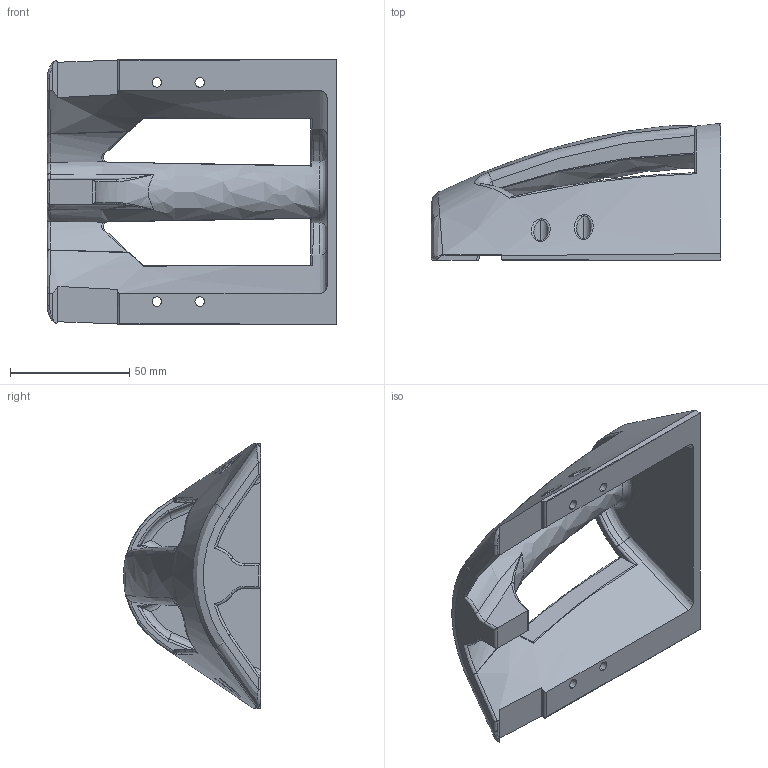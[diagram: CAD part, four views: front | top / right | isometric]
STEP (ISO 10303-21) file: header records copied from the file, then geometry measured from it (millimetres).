
FILE_DESCRIPTION (( 'STEP AP214' ), '1' );
FILE_NAME ('turtle_shell_v2_2_3_23_refactored_done_cut_print.STEP', '2024-01-08T03:00:17', ( '' ), ( '' ), 'SwSTEP 2.0', 'SolidWorks 2022', '' );
FILE_SCHEMA (( 'AUTOMOTIVE_DESIGN' ));
Length unit declared in the file: millimetre
Products named in the file (1): turtle_shell_v2_2_3_23_refactored_done_cut_print
Bounding box: 121.5 x 57.53 x 111.24 mm (x, y, z)
Volume: 143984.3 mm3; surface area: 42044.9 mm2
Topology: 1 solids, 1 shells, 140 faces, 383 edges, 243 vertices
Faces by surface type: bspline 86, plane 29, cylinder 25
Entity records: 10299 total; most frequent: CARTESIAN_POINT 7526, ORIENTED_EDGE 758, EDGE_CURVE 379, DIRECTION 295, B_SPLINE_CURVE_WITH_KNOTS 254, VERTEX_POINT 243, EDGE_LOOP 154, ADVANCED_FACE 140
